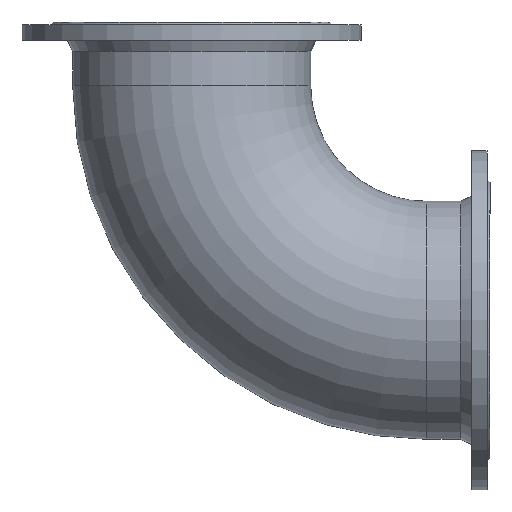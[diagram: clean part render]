
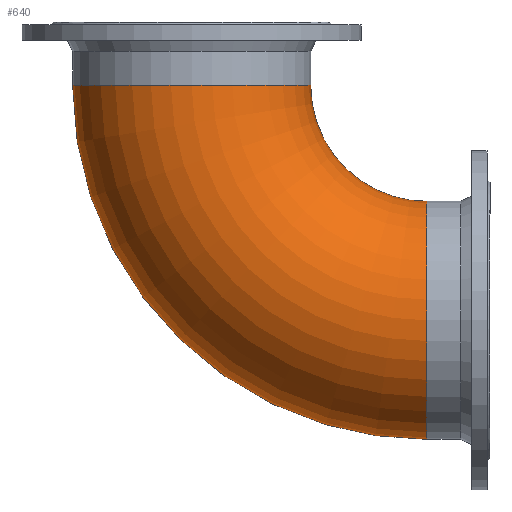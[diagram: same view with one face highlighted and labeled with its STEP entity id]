
A CAD part, front view. The second image highlights one B-rep face of the part: STEP entity #640.
In plain terms, the highlighted toroidal (fillet/blend) face has major radius 315 mm and minor radius 159.6 mm.
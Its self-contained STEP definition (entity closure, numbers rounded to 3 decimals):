
#37 = DIRECTION ( 'NONE',  ( 0., -1., 0. ) ) ;
#38 = CARTESIAN_POINT ( 'NONE',  ( 315., 0., -81. ) ) ;
#40 = DIRECTION ( 'NONE',  ( 0., 0., -1. ) ) ;
#240 = FACE_OUTER_BOUND ( 'NONE', #1384, .T. ) ;
#241 = TOROIDAL_SURFACE ( 'NONE', #511, 315., 159.6 ) ;
#245 = FACE_OUTER_BOUND ( 'NONE', #1385, .T. ) ;
#409 = CIRCLE ( 'NONE', #609, 159.6 ) ;
#419 = CIRCLE ( 'NONE', #617, 159.6 ) ;
#459 = VERTEX_POINT ( 'NONE', #1542 ) ;
#463 = VERTEX_POINT ( 'NONE', #1546 ) ;
#511 = AXIS2_PLACEMENT_3D ( 'NONE', #38, #37, #40 ) ;
#609 = AXIS2_PLACEMENT_3D ( 'NONE', #1136, #1137, #1138 ) ;
#617 = AXIS2_PLACEMENT_3D ( 'NONE', #1160, #1161, #1162 ) ;
#640 = ADVANCED_FACE ( 'NONE', ( #240, #245 ), #241, .T. ) ;
#1136 = CARTESIAN_POINT ( 'NONE',  ( 0., 0., -81. ) ) ;
#1137 = DIRECTION ( 'NONE',  ( 0., 0., 1. ) ) ;
#1138 = DIRECTION ( 'NONE',  ( 1., 0., 0. ) ) ;
#1160 = CARTESIAN_POINT ( 'NONE',  ( 315., 0., -396. ) ) ;
#1161 = DIRECTION ( 'NONE',  ( -1., 0., 0. ) ) ;
#1162 = DIRECTION ( 'NONE',  ( 0., 0., 1. ) ) ;
#1271 = ORIENTED_EDGE ( 'NONE', *, *, #1840, .T. ) ;
#1274 = ORIENTED_EDGE ( 'NONE', *, *, #1832, .F. ) ;
#1384 = EDGE_LOOP ( 'NONE', ( #1274 ) ) ;
#1385 = EDGE_LOOP ( 'NONE', ( #1271 ) ) ;
#1542 = CARTESIAN_POINT ( 'NONE',  ( 159.6, 0., -81. ) ) ;
#1546 = CARTESIAN_POINT ( 'NONE',  ( 315., 0., -236.4 ) ) ;
#1832 = EDGE_CURVE ( 'NONE', #459, #459, #409, .T. ) ;
#1840 = EDGE_CURVE ( 'NONE', #463, #463, #419, .T. ) ;
